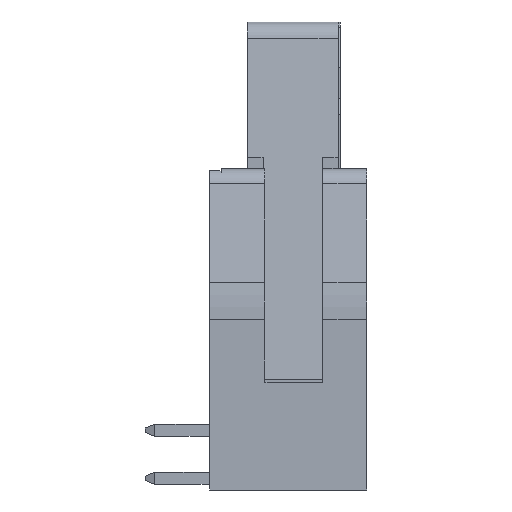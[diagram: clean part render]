
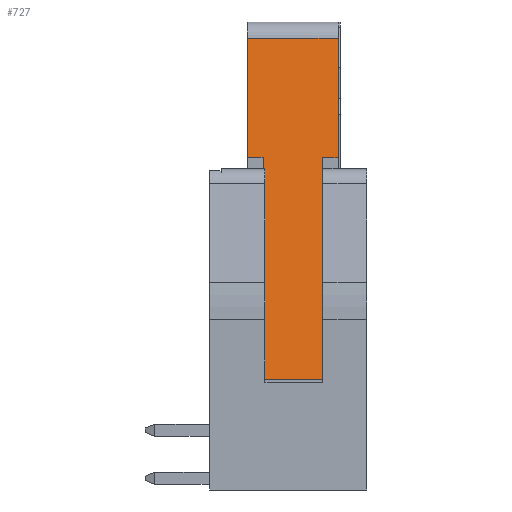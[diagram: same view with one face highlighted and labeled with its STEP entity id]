
A CAD part, left-side view. The second image highlights one B-rep face of the part: STEP entity #727.
In plain terms, the highlighted face is planar.
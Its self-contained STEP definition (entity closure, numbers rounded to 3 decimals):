
#727 = ADVANCED_FACE( '', ( #1461 ), #1462, .T. );
#1461 = FACE_OUTER_BOUND( '', #2252, .T. );
#1462 = PLANE( '', #2253 );
#2252 = EDGE_LOOP( '', ( #3991, #3992, #3993, #3994, #3995, #3996, #3997, #3998 ) );
#2253 = AXIS2_PLACEMENT_3D( '', #3999, #4000, #4001 );
#3991 = ORIENTED_EDGE( '', *, *, #4979, .T. );
#3992 = ORIENTED_EDGE( '', *, *, #5705, .F. );
#3993 = ORIENTED_EDGE( '', *, *, #5564, .F. );
#3994 = ORIENTED_EDGE( '', *, *, #5706, .T. );
#3995 = ORIENTED_EDGE( '', *, *, #5417, .F. );
#3996 = ORIENTED_EDGE( '', *, *, #5674, .F. );
#3997 = ORIENTED_EDGE( '', *, *, #5652, .T. );
#3998 = ORIENTED_EDGE( '', *, *, #5500, .F. );
#3999 = CARTESIAN_POINT( '', ( 2.278, -2.4, 11.55 ) );
#4000 = DIRECTION( '', ( 0.991, 0., 0.13 ) );
#4001 = DIRECTION( '', ( 0.13, 0., -0.991 ) );
#4979 = EDGE_CURVE( '', #5942, #5940, #5943, .T. );
#5417 = EDGE_CURVE( '', #6679, #6677, #6681, .T. );
#5500 = EDGE_CURVE( '', #5942, #6809, #6810, .T. );
#5564 = EDGE_CURVE( '', #6901, #6899, #6903, .T. );
#5652 = EDGE_CURVE( '', #7026, #6809, #7027, .T. );
#5674 = EDGE_CURVE( '', #7026, #6679, #7057, .T. );
#5705 = EDGE_CURVE( '', #6899, #5940, #7099, .T. );
#5706 = EDGE_CURVE( '', #6901, #6677, #7100, .T. );
#5940 = VERTEX_POINT( '', #7373 );
#5942 = VERTEX_POINT( '', #7376 );
#5943 = LINE( '', #7377, #7378 );
#6677 = VERTEX_POINT( '', #8434 );
#6679 = VERTEX_POINT( '', #8437 );
#6681 = LINE( '', #8440, #8441 );
#6809 = VERTEX_POINT( '', #8629 );
#6810 = LINE( '', #8630, #8631 );
#6899 = VERTEX_POINT( '', #8759 );
#6901 = VERTEX_POINT( '', #8761 );
#6903 = LINE( '', #8763, #8764 );
#7026 = VERTEX_POINT( '', #8946 );
#7027 = LINE( '', #8947, #8948 );
#7057 = LINE( '', #8993, #8994 );
#7099 = LINE( '', #9056, #9057 );
#7100 = LINE( '', #9058, #9059 );
#7373 = CARTESIAN_POINT( '', ( 3.107, 2.4, 5.248 ) );
#7376 = CARTESIAN_POINT( '', ( 3.107, 1.57, 5.248 ) );
#7377 = CARTESIAN_POINT( '', ( 3.107, 1.57, 5.248 ) );
#7378 = VECTOR( '', #9435, 1000. );
#8434 = CARTESIAN_POINT( '', ( 3.107, -2.4, 5.248 ) );
#8437 = CARTESIAN_POINT( '', ( 3.107, -1.57, 5.248 ) );
#8440 = CARTESIAN_POINT( '', ( 3.107, -1.57, 5.248 ) );
#8441 = VECTOR( '', #9862, 1000. );
#8629 = CARTESIAN_POINT( '', ( 4.65, 1.57, -6.49 ) );
#8630 = CARTESIAN_POINT( '', ( 3.107, 1.57, 5.248 ) );
#8631 = VECTOR( '', #9935, 1000. );
#8759 = CARTESIAN_POINT( '', ( 2.278, 2.4, 11.55 ) );
#8761 = CARTESIAN_POINT( '', ( 2.278, -2.4, 11.55 ) );
#8763 = CARTESIAN_POINT( '', ( 2.278, -2.4, 11.55 ) );
#8764 = VECTOR( '', #9996, 1000. );
#8946 = CARTESIAN_POINT( '', ( 4.65, -1.57, -6.49 ) );
#8947 = CARTESIAN_POINT( '', ( 4.65, -2.4, -6.49 ) );
#8948 = VECTOR( '', #10086, 1000. );
#8993 = CARTESIAN_POINT( '', ( 3.107, -1.57, 5.248 ) );
#8994 = VECTOR( '', #10105, 1000. );
#9056 = CARTESIAN_POINT( '', ( 2.278, 2.4, 11.55 ) );
#9057 = VECTOR( '', #10126, 1000. );
#9058 = CARTESIAN_POINT( '', ( 2.278, -2.4, 11.55 ) );
#9059 = VECTOR( '', #10127, 1000. );
#9435 = DIRECTION( '', ( 0., 1., 0. ) );
#9862 = DIRECTION( '', ( 0., -1., 0. ) );
#9935 = DIRECTION( '', ( 0.13, 0., -0.991 ) );
#9996 = DIRECTION( '', ( 0., 1., 0. ) );
#10086 = DIRECTION( '', ( 0., 1., 0. ) );
#10105 = DIRECTION( '', ( -0.13, 0., 0.991 ) );
#10126 = DIRECTION( '', ( 0.13, 0., -0.991 ) );
#10127 = DIRECTION( '', ( 0.13, 0., -0.991 ) );
